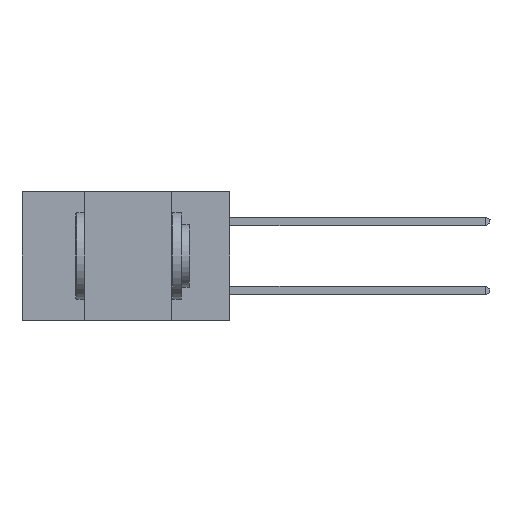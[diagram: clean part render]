
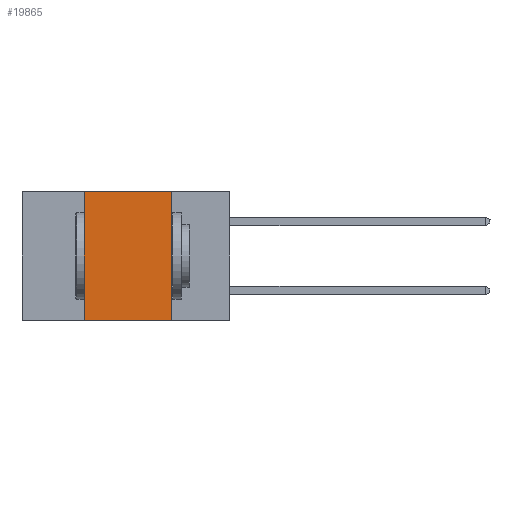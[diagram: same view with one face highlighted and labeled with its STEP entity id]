
A CAD part, left-side view. The second image highlights one B-rep face of the part: STEP entity #19865.
In plain terms, the highlighted planar face has unit normal (-1, 0, 0).
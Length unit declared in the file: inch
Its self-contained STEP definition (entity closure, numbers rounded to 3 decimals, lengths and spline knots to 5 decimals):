
#28 = CARTESIAN_POINT ( 'NONE',  ( 0., 0.6, 0. ) ) ;
#79 = VERTEX_POINT ( 'NONE', #5048 ) ;
#334 = PLANE ( 'NONE',  #12629 ) ;
#1376 = LINE ( 'NONE', #28, #2339 ) ;
#1890 = DIRECTION ( 'NONE',  ( 0., 0., -1. ) ) ;
#2339 = VECTOR ( 'NONE', #6353, 39.37008 ) ;
#3283 = DIRECTION ( 'NONE',  ( 0., -1., 0. ) ) ;
#3449 = DIRECTION ( 'NONE',  ( 1., 0., 0. ) ) ;
#4597 = ORIENTED_EDGE ( 'NONE', *, *, #19793, .F. ) ;
#4893 = CARTESIAN_POINT ( 'NONE',  ( 0., 0.17, -0.37 ) ) ;
#5048 = CARTESIAN_POINT ( 'NONE',  ( 0., 0.17, 0. ) ) ;
#5721 = VERTEX_POINT ( 'NONE', #9479 ) ;
#6353 = DIRECTION ( 'NONE',  ( 0., -1., 0. ) ) ;
#8385 = EDGE_CURVE ( 'NONE', #5721, #19745, #14468, .T. ) ;
#8537 = LINE ( 'NONE', #15228, #17155 ) ;
#9106 = VERTEX_POINT ( 'NONE', #10520 ) ;
#9306 = ORIENTED_EDGE ( 'NONE', *, *, #17434, .F. ) ;
#9479 = CARTESIAN_POINT ( 'NONE',  ( 0., 0.42, -0.37 ) ) ;
#9896 = CARTESIAN_POINT ( 'NONE',  ( 0., 0.6, 0. ) ) ;
#10192 = DIRECTION ( 'NONE',  ( 0., 0., 1. ) ) ;
#10520 = CARTESIAN_POINT ( 'NONE',  ( 0., 0.42, 0. ) ) ;
#11081 = CARTESIAN_POINT ( 'NONE',  ( 0., 0.17, -0.37 ) ) ;
#11292 = CARTESIAN_POINT ( 'NONE',  ( 0., 0.6, -0.37 ) ) ;
#11471 = EDGE_LOOP ( 'NONE', ( #15800, #4597, #9306, #14887 ) ) ;
#11882 = VECTOR ( 'NONE', #12531, 39.37008 ) ;
#12435 = VECTOR ( 'NONE', #3283, 39.37008 ) ;
#12531 = DIRECTION ( 'NONE',  ( 0., 0., -1. ) ) ;
#12629 = AXIS2_PLACEMENT_3D ( 'NONE', #9896, #3449, #1890 ) ;
#14463 = LINE ( 'NONE', #11081, #11882 ) ;
#14468 = LINE ( 'NONE', #11292, #12435 ) ;
#14887 = ORIENTED_EDGE ( 'NONE', *, *, #8385, .T. ) ;
#15228 = CARTESIAN_POINT ( 'NONE',  ( 0., 0.42, -0.37 ) ) ;
#15800 = ORIENTED_EDGE ( 'NONE', *, *, #16873, .F. ) ;
#16187 = FACE_OUTER_BOUND ( 'NONE', #11471, .T. ) ;
#16873 = EDGE_CURVE ( 'NONE', #79, #19745, #14463, .T. ) ;
#17155 = VECTOR ( 'NONE', #10192, 39.37008 ) ;
#17434 = EDGE_CURVE ( 'NONE', #5721, #9106, #8537, .T. ) ;
#19745 = VERTEX_POINT ( 'NONE', #4893 ) ;
#19793 = EDGE_CURVE ( 'NONE', #9106, #79, #1376, .T. ) ;
#19865 = ADVANCED_FACE ( 'NONE', ( #16187 ), #334, .F. ) ;
